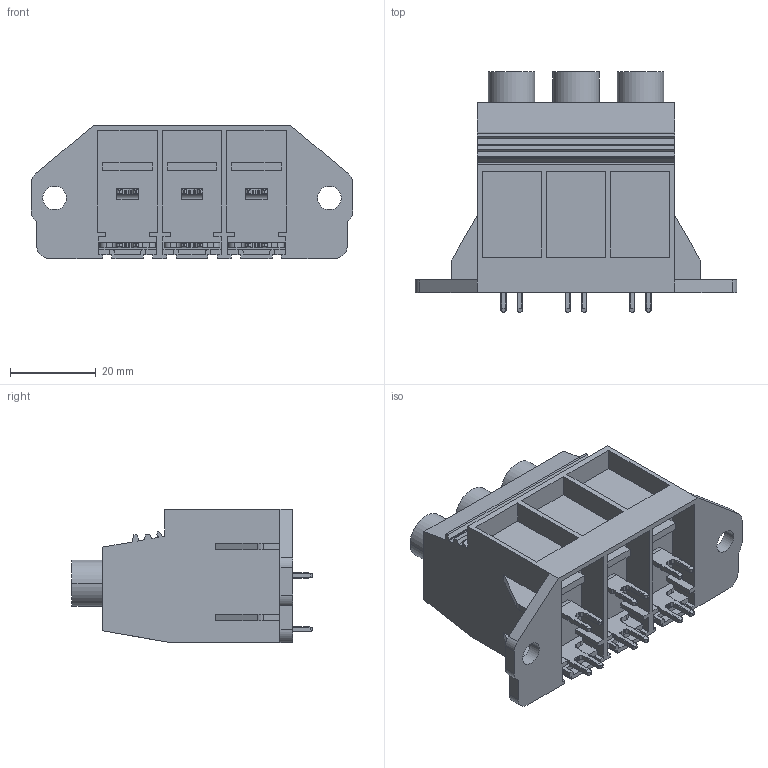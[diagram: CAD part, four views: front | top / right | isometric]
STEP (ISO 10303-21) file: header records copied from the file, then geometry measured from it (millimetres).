
FILE_DESCRIPTION(('CATIA V5 STEP Exchange'),'2;1');
FILE_NAME ('D1447675_0_1047300000_1047300000.stp','2016-10-04T09:55:31+00:00',('none'),('Weidmueller'),'CATIA Version 5-6 Release 2014','CATIA V5 STEP AP203','none');
FILE_SCHEMA(('CONFIG_CONTROL_DESIGN'));
Length unit declared in the file: millimetre
Products named in the file (1): 1047300000_S
Bounding box: 75 x 56 x 31 mm (x, y, z)
Volume: 47282.5 mm3; surface area: 18220.1 mm2
Topology: 10 solids, 10 shells, 600 faces, 1692 edges, 1124 vertices
Faces by surface type: plane 413, cylinder 183, extrusion 4
Entity records: 18376 total; most frequent: CARTESIAN_POINT 4055, ORIENTED_EDGE 3384, DIRECTION 2262, EDGE_CURVE 1692, VECTOR 1250, LINE 1246, VERTEX_POINT 1124, AXIS2_PLACEMENT_3D 645
